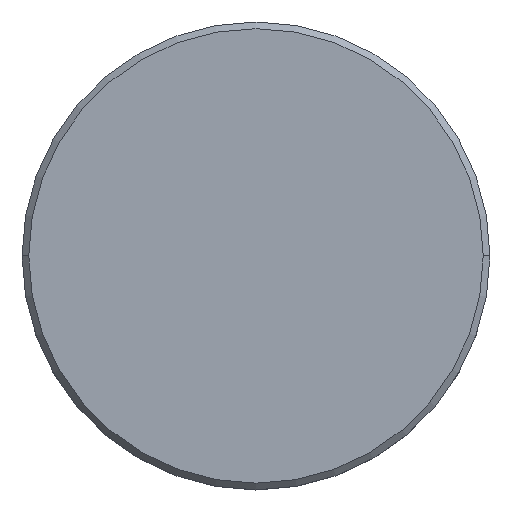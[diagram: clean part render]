
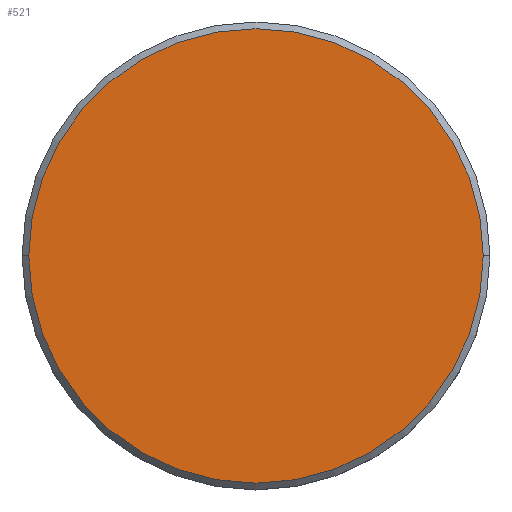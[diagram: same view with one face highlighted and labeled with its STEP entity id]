
A CAD part, top view. The second image highlights one B-rep face of the part: STEP entity #521.
In plain terms, the highlighted planar face has unit normal (0, 0, 1).
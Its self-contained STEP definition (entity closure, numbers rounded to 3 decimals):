
#17 = CARTESIAN_POINT ( 'NONE',  ( 0., 0., 0. ) ) ;
#23 = CARTESIAN_POINT ( 'NONE',  ( 0., 0., 0. ) ) ;
#30 = DIRECTION ( 'NONE',  ( 1., 0., 0. ) ) ;
#120 = DIRECTION ( 'NONE',  ( 0., 0., 1. ) ) ;
#135 = AXIS2_PLACEMENT_3D ( 'NONE', #17, #120, #30 ) ;
#153 = CARTESIAN_POINT ( 'NONE',  ( 0., 0., 0. ) ) ;
#190 = ORIENTED_EDGE ( 'NONE', *, *, #418, .T. ) ;
#287 = DIRECTION ( 'NONE',  ( 0., 0., 1. ) ) ;
#292 = AXIS2_PLACEMENT_3D ( 'NONE', #23, #299, #765 ) ;
#299 = DIRECTION ( 'NONE',  ( 0., 0., 1. ) ) ;
#354 = DIRECTION ( 'NONE',  ( 1., 0., 0. ) ) ;
#418 = EDGE_CURVE ( 'NONE', #927, #706, #744, .T. ) ;
#476 = ORIENTED_EDGE ( 'NONE', *, *, #1009, .T. ) ;
#521 = ADVANCED_FACE ( 'NONE', ( #852 ), #849, .T. ) ;
#591 = CARTESIAN_POINT ( 'NONE',  ( 17., 0., 0. ) ) ;
#692 = CARTESIAN_POINT ( 'NONE',  ( -17., 0., 0. ) ) ;
#706 = VERTEX_POINT ( 'NONE', #692 ) ;
#744 = CIRCLE ( 'NONE', #796, 17. ) ;
#765 = DIRECTION ( 'NONE',  ( 1., 0., 0. ) ) ;
#795 = CIRCLE ( 'NONE', #292, 17. ) ;
#796 = AXIS2_PLACEMENT_3D ( 'NONE', #153, #287, #354 ) ;
#849 = PLANE ( 'NONE',  #135 ) ;
#852 = FACE_OUTER_BOUND ( 'NONE', #1011, .T. ) ;
#927 = VERTEX_POINT ( 'NONE', #591 ) ;
#1009 = EDGE_CURVE ( 'NONE', #706, #927, #795, .T. ) ;
#1011 = EDGE_LOOP ( 'NONE', ( #476, #190 ) ) ;
